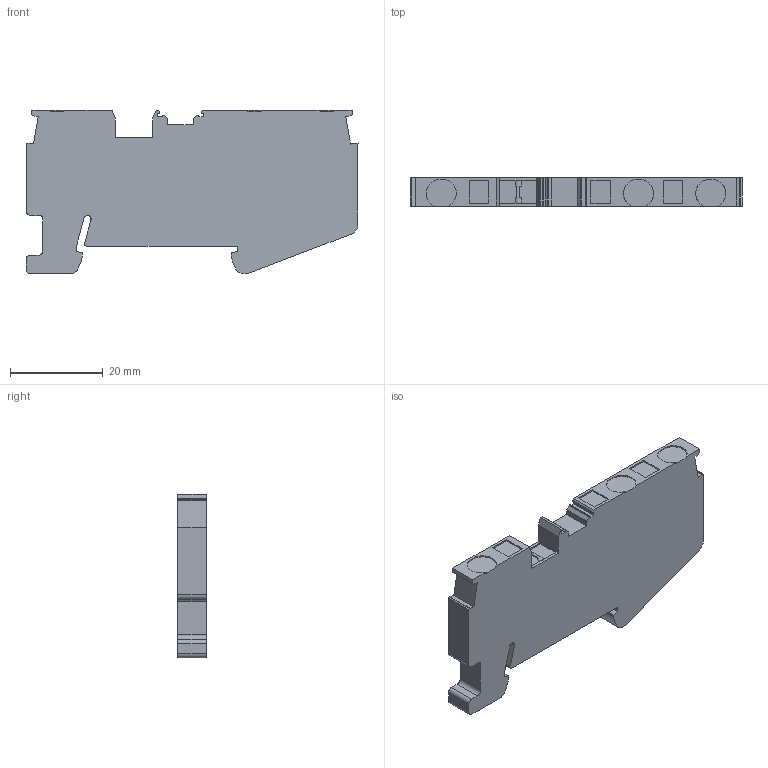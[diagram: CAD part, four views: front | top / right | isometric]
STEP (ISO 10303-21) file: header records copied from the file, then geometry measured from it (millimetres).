
FILE_DESCRIPTION((''),'2;1');
FILE_NAME('DST4-3-D-20180927_A1','2018-09-28T',('Administrator'),(''),'PRO/ENGINEER BY PARAMETRIC TECHNOLOGY CORPORATION, 2008380','PRO/ENGINEER BY PARAMETRIC TECHNOLOGY CORPORATION, 2008380','');
FILE_SCHEMA(('CONFIG_CONTROL_DESIGN'));
Length unit declared in the file: millimetre
Products named in the file (1): DST4-3-D-20180927_A1
Bounding box: 71.7 x 6.15 x 35.4 mm (x, y, z)
Volume: 12752.7 mm3; surface area: 5800.7 mm2
Topology: 1 solids, 1 shells, 127 faces, 374 edges, 252 vertices
Faces by surface type: plane 93, cylinder 34
Entity records: 4274 total; most frequent: CARTESIAN_POINT 753, ORIENTED_EDGE 748, DIRECTION 712, EDGE_CURVE 374, VECTOR 290, LINE 290, VERTEX_POINT 252, AXIS2_PLACEMENT_3D 211
